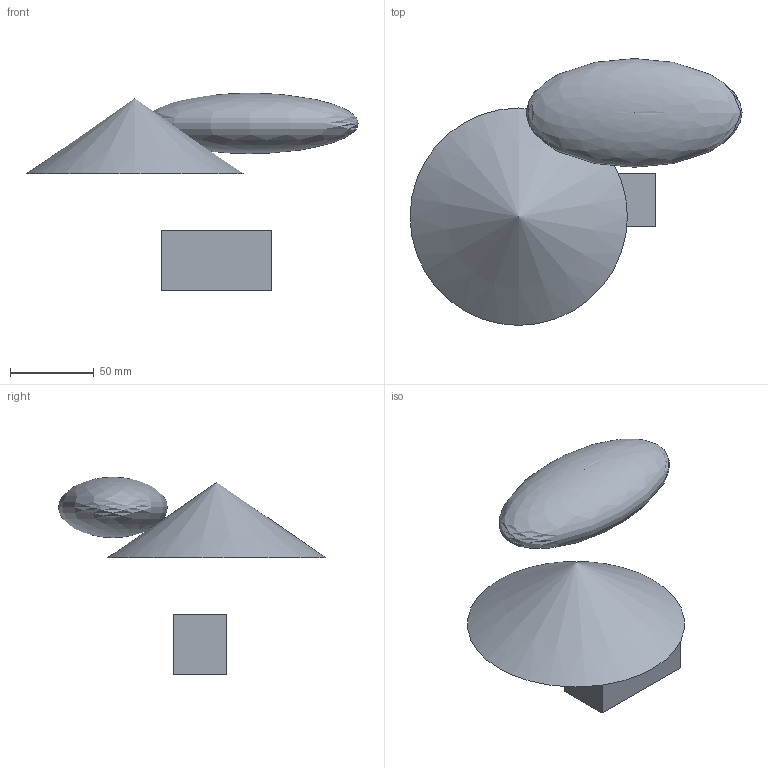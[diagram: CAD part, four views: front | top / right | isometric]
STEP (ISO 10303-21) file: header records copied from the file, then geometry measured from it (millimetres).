
FILE_DESCRIPTION(/* description */ ('Unknown'),/* implementation_level */ '2;1');
FILE_NAME(/* name */ 'test',/* time_stamp */ '2018-08-06T19:46:28+08:00',/* author */ ('Unknown'),/* organization */ ('Unknown'),/* preprocessor_version */ 'ST-DEVELOPER v16.7',/* originating_system */ 'DEX',/* authorisation */ $);
FILE_SCHEMA (('AUTOMOTIVE_DESIGN {1 0 10303 214 3 1 1}'));
Length unit declared in the file: millimetre
Products named in the file (1): test
Bounding box: 198.5 x 159.5 x 118 mm (x, y, z)
Volume: 434648.8 mm3; surface area: 57944.1 mm2
Topology: 3 solids, 3 shells, 9 faces, 19 edges, 13 vertices
Faces by surface type: plane 7, cone 1, bspline 1
Entity records: 288 total; most frequent: CARTESIAN_POINT 79, DIRECTION 32, ORIENTED_EDGE 26, EDGE_CURVE 13, LINE 12, VECTOR 12, VERTEX_POINT 12, FACE_BOUND 11
